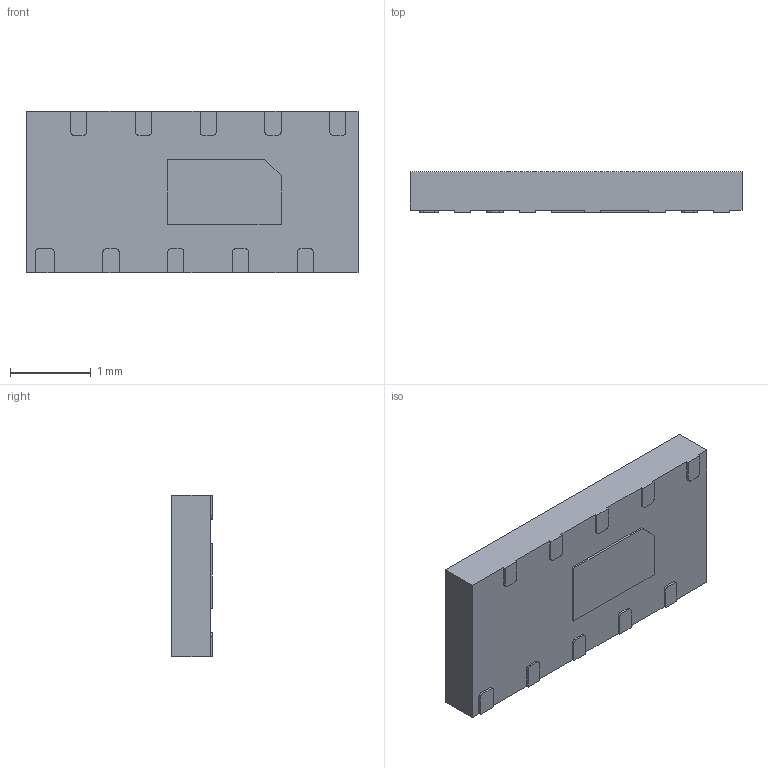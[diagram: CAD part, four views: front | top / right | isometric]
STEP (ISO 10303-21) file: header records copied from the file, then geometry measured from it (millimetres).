
FILE_DESCRIPTION((''),'2;1');
FILE_NAME('CDDFN10-0506N','2012-07-20T',('ryans'),('Bourns, Inc.'),'PRO/ENGINEER BY PARAMETRIC TECHNOLOGY CORPORATION, 2010100','PRO/ENGINEER BY PARAMETRIC TECHNOLOGY CORPORATION, 2010100','');
FILE_SCHEMA(('CONFIG_CONTROL_DESIGN'));
Length unit declared in the file: millimetre
Products named in the file (1): CDDFN10-0506N
Bounding box: 4.1 x 0.5 x 2 mm (x, y, z)
Volume: 3.9 mm3; surface area: 22.5 mm2
Topology: 1 solids, 1 shells, 72 faces, 207 edges, 138 vertices
Faces by surface type: plane 52, cylinder 20
Entity records: 2389 total; most frequent: CARTESIAN_POINT 417, ORIENTED_EDGE 414, DIRECTION 391, EDGE_CURVE 207, VECTOR 167, LINE 167, VERTEX_POINT 138, AXIS2_PLACEMENT_3D 112
